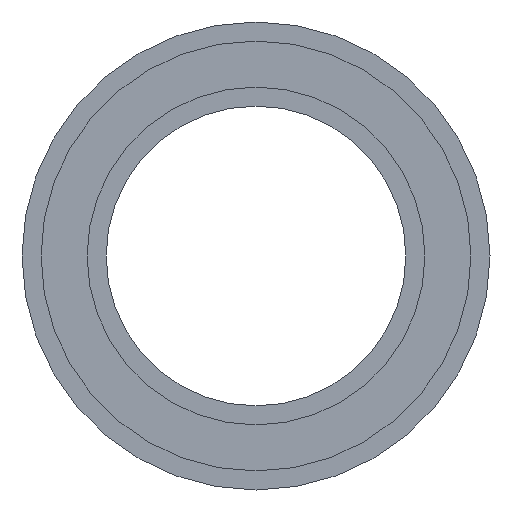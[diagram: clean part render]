
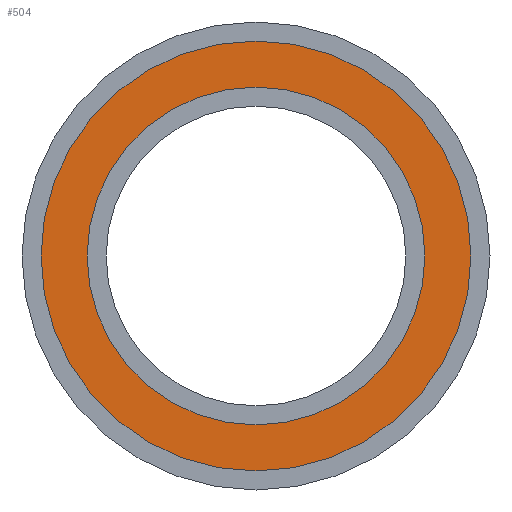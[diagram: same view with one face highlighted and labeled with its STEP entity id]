
A CAD part, front view. The second image highlights one B-rep face of the part: STEP entity #504.
In plain terms, the highlighted planar face has unit normal (0, -1, 0).
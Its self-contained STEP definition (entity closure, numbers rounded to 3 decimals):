
#16 = DIRECTION ( 'NONE',  ( 0., 0., 1. ) ) ;
#50 = CIRCLE ( 'NONE', #299, 17.5 ) ;
#56 = ORIENTED_EDGE ( 'NONE', *, *, #107, .F. ) ;
#65 = EDGE_LOOP ( 'NONE', ( #218, #94 ) ) ;
#77 = CARTESIAN_POINT ( 'NONE',  ( 0., 0., 0. ) ) ;
#84 = VERTEX_POINT ( 'NONE', #612 ) ;
#94 = ORIENTED_EDGE ( 'NONE', *, *, #590, .T. ) ;
#107 = EDGE_CURVE ( 'NONE', #130, #578, #50, .T. ) ;
#111 = AXIS2_PLACEMENT_3D ( 'NONE', #167, #259, #611 ) ;
#121 = DIRECTION ( 'NONE',  ( 0., 0., 1. ) ) ;
#130 = VERTEX_POINT ( 'NONE', #356 ) ;
#147 = EDGE_LOOP ( 'NONE', ( #375, #56 ) ) ;
#148 = CARTESIAN_POINT ( 'NONE',  ( 0., 0., -13.75 ) ) ;
#166 = DIRECTION ( 'NONE',  ( 0., 0., 1. ) ) ;
#167 = CARTESIAN_POINT ( 'NONE',  ( 13.75, 0., 0. ) ) ;
#179 = CARTESIAN_POINT ( 'NONE',  ( 0., 0., 17.5 ) ) ;
#196 = CIRCLE ( 'NONE', #533, 17.5 ) ;
#218 = ORIENTED_EDGE ( 'NONE', *, *, #332, .T. ) ;
#257 = CARTESIAN_POINT ( 'NONE',  ( 0., 0., 0. ) ) ;
#259 = DIRECTION ( 'NONE',  ( 0., 1., 0. ) ) ;
#266 = VERTEX_POINT ( 'NONE', #148 ) ;
#270 = CARTESIAN_POINT ( 'NONE',  ( 0., 0., 0. ) ) ;
#279 = CIRCLE ( 'NONE', #586, 13.75 ) ;
#292 = FACE_BOUND ( 'NONE', #65, .T. ) ;
#297 = DIRECTION ( 'NONE',  ( 0., 1., 0. ) ) ;
#299 = AXIS2_PLACEMENT_3D ( 'NONE', #257, #552, #166 ) ;
#322 = DIRECTION ( 'NONE',  ( 0., 0., 1. ) ) ;
#332 = EDGE_CURVE ( 'NONE', #84, #266, #279, .T. ) ;
#333 = AXIS2_PLACEMENT_3D ( 'NONE', #270, #621, #322 ) ;
#356 = CARTESIAN_POINT ( 'NONE',  ( 0., 0., -17.5 ) ) ;
#362 = PLANE ( 'NONE',  #111 ) ;
#375 = ORIENTED_EDGE ( 'NONE', *, *, #478, .F. ) ;
#409 = DIRECTION ( 'NONE',  ( 0., 1., 0. ) ) ;
#478 = EDGE_CURVE ( 'NONE', #578, #130, #196, .T. ) ;
#483 = CIRCLE ( 'NONE', #333, 13.75 ) ;
#504 = ADVANCED_FACE ( 'NONE', ( #551, #292 ), #362, .F. ) ;
#533 = AXIS2_PLACEMENT_3D ( 'NONE', #77, #409, #121 ) ;
#551 = FACE_OUTER_BOUND ( 'NONE', #147, .T. ) ;
#552 = DIRECTION ( 'NONE',  ( 0., 1., 0. ) ) ;
#578 = VERTEX_POINT ( 'NONE', #179 ) ;
#586 = AXIS2_PLACEMENT_3D ( 'NONE', #596, #297, #16 ) ;
#590 = EDGE_CURVE ( 'NONE', #266, #84, #483, .T. ) ;
#596 = CARTESIAN_POINT ( 'NONE',  ( 0., 0., 0. ) ) ;
#611 = DIRECTION ( 'NONE',  ( 0., 0., 1. ) ) ;
#612 = CARTESIAN_POINT ( 'NONE',  ( 0., 0., 13.75 ) ) ;
#621 = DIRECTION ( 'NONE',  ( 0., 1., 0. ) ) ;
